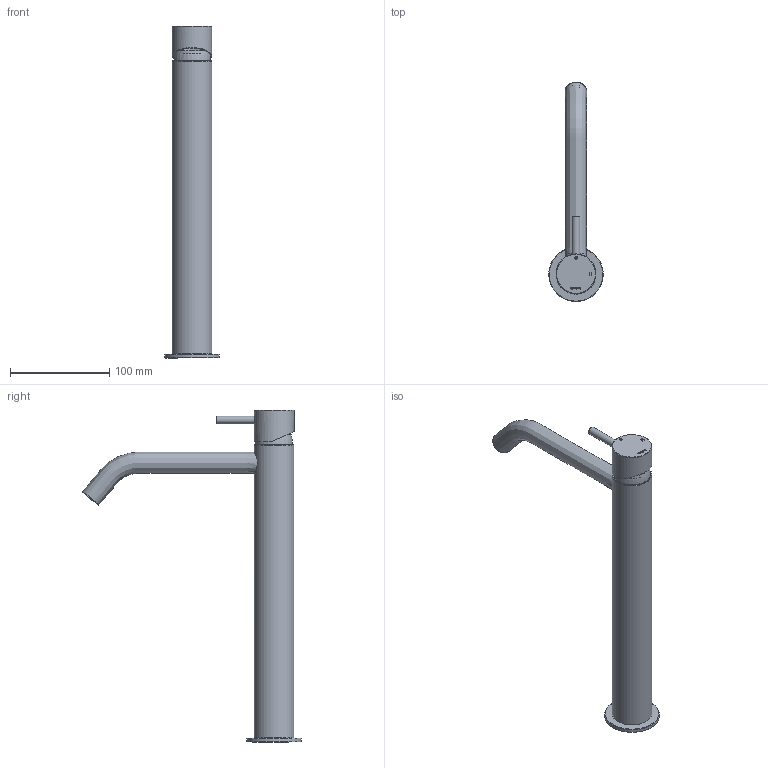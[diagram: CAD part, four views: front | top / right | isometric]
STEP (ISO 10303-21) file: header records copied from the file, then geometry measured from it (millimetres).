
FILE_DESCRIPTION(/* description */ ('Unknown'),/* implementation_level */ '2;1');
FILE_NAME(/* name */ 'AR003H-00 rel1',/* time_stamp */ '2023-12-15T07:56:26+01:00',/* author */ ('Unknown'),/* organization */ ('Unknown'),/* preprocessor_version */ 'ST-DEVELOPER v18.102',/* originating_system */ 'Solid Edge',/* authorisation */ 'Unknown');
FILE_SCHEMA (('AUTOMOTIVE_DESIGN {1 0 10303 214 3 1 1}'));
Length unit declared in the file: millimetre
Products named in the file (9): AR003H-00 rel1; AR003-06; AR003-17; CB004-005; AR003-025_oa_0; AR003-04; AR003-25; AR003H-01; AR003H-02
Assembly tree (8 placements, depth 3):
  AR003H-00 rel1
    AR003-06
    AR003-17
    CB004-005
    AR003-025_oa_0
      AR003-04
      AR003-25
    AR003H-01
    AR003H-02
Bounding box: 55 x 220.6 x 334.7 mm (x, y, z)
Volume: 155012.9 mm3; surface area: 110301.6 mm2
Topology: 7 solids, 153 shells, 978 faces, 1953 edges, 1325 vertices
Faces by surface type: plane 634, cylinder 295, cone 35, bspline 9, torus 4, sphere 1
Full cylindrical faces by diameter (mm): 0.75 x146, 0.913 x1, 0.916 x1, 4.134 x3, 7.9 x1, 8 x1, 11 x1, 13.5 x1, 13.8 x1, 14 x1, 15 x2, 15.5 x1, 17 x2, 17.4 x2, 17.417 x2, 17.917 x2, 18.4 x1, 18.75 x1, 19.2 x1, 33.917 x2, 34 x1, 34.2 x1, 35.8 x3, 36.241 x1, 36.5 x1, 37 x1, 37.5 x1, 38 x1, 39 x1, 40 x2
Entity records: 34087 total; most frequent: CARTESIAN_POINT 8026, DIRECTION 4260, ORIENTED_EDGE 3196, AXIS2_PLACEMENT_3D 1732, EDGE_CURVE 1598, FACE_BOUND 1268, EDGE_LOOP 1262, VERTEX_POINT 1202
